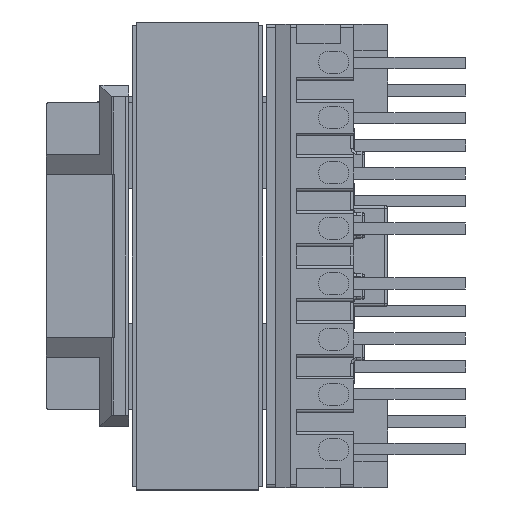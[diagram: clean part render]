
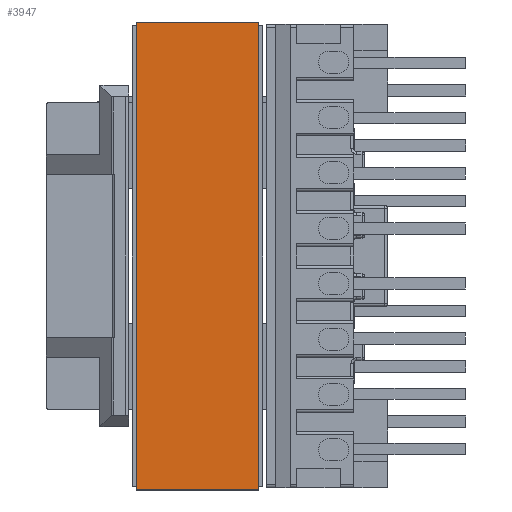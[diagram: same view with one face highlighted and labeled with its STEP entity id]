
A CAD part, left-side view. The second image highlights one B-rep face of the part: STEP entity #3947.
In plain terms, the highlighted face is planar.
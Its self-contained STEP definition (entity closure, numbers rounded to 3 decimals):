
#139 = CARTESIAN_POINT ( 'NONE',  ( -0.16, -20.56, -5.54 ) ) ;
#915 = AXIS2_PLACEMENT_3D ( 'NONE', #3214, #18873, #5087 ) ;
#1745 = DIRECTION ( 'NONE',  ( 1., 0., 0. ) ) ;
#3045 = VECTOR ( 'NONE', #8127, 1000. ) ;
#3214 = CARTESIAN_POINT ( 'NONE',  ( -0.16, -20.56, -5.54 ) ) ;
#3723 = LINE ( 'NONE', #12352, #15349 ) ;
#3947 = ADVANCED_FACE ( 'NONE', ( #11086 ), #8728, .T. ) ;
#5087 = DIRECTION ( 'NONE',  ( 0., 0., -1. ) ) ;
#5376 = DIRECTION ( 'NONE',  ( 0., 0., 1. ) ) ;
#6447 = VERTEX_POINT ( 'NONE', #8226 ) ;
#6559 = CARTESIAN_POINT ( 'NONE',  ( -0.16, -20.56, 0. ) ) ;
#7049 = EDGE_CURVE ( 'NONE', #18018, #6447, #13780, .T. ) ;
#7111 = EDGE_CURVE ( 'NONE', #8861, #7158, #19802, .T. ) ;
#7158 = VERTEX_POINT ( 'NONE', #12520 ) ;
#8127 = DIRECTION ( 'NONE',  ( 0., 0., 1. ) ) ;
#8226 = CARTESIAN_POINT ( 'NONE',  ( 20.96, -20.56, -5.54 ) ) ;
#8231 = ORIENTED_EDGE ( 'NONE', *, *, #7111, .F. ) ;
#8486 = EDGE_CURVE ( 'NONE', #18018, #8861, #3723, .T. ) ;
#8728 = PLANE ( 'NONE',  #915 ) ;
#8861 = VERTEX_POINT ( 'NONE', #6559 ) ;
#11086 = FACE_OUTER_BOUND ( 'NONE', #11334, .T. ) ;
#11194 = ORIENTED_EDGE ( 'NONE', *, *, #11216, .T. ) ;
#11216 = EDGE_CURVE ( 'NONE', #6447, #7158, #17400, .T. ) ;
#11334 = EDGE_LOOP ( 'NONE', ( #8231, #15859, #20641, #11194 ) ) ;
#12220 = CARTESIAN_POINT ( 'NONE',  ( -0.16, -20.56, 0. ) ) ;
#12352 = CARTESIAN_POINT ( 'NONE',  ( -0.16, -20.56, -5.54 ) ) ;
#12520 = CARTESIAN_POINT ( 'NONE',  ( 20.96, -20.56, 0. ) ) ;
#13780 = LINE ( 'NONE', #139, #17884 ) ;
#15349 = VECTOR ( 'NONE', #5376, 1000. ) ;
#15859 = ORIENTED_EDGE ( 'NONE', *, *, #8486, .F. ) ;
#16739 = CARTESIAN_POINT ( 'NONE',  ( 20.96, -20.56, -5.54 ) ) ;
#17400 = LINE ( 'NONE', #16739, #3045 ) ;
#17884 = VECTOR ( 'NONE', #1745, 1000. ) ;
#18018 = VERTEX_POINT ( 'NONE', #20047 ) ;
#18678 = VECTOR ( 'NONE', #19345, 1000. ) ;
#18873 = DIRECTION ( 'NONE',  ( 0., -1., 0. ) ) ;
#19345 = DIRECTION ( 'NONE',  ( 1., 0., 0. ) ) ;
#19802 = LINE ( 'NONE', #12220, #18678 ) ;
#20047 = CARTESIAN_POINT ( 'NONE',  ( -0.16, -20.56, -5.54 ) ) ;
#20641 = ORIENTED_EDGE ( 'NONE', *, *, #7049, .T. ) ;
